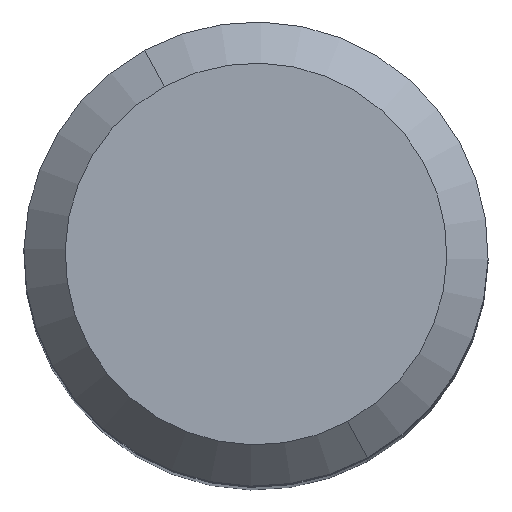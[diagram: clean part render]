
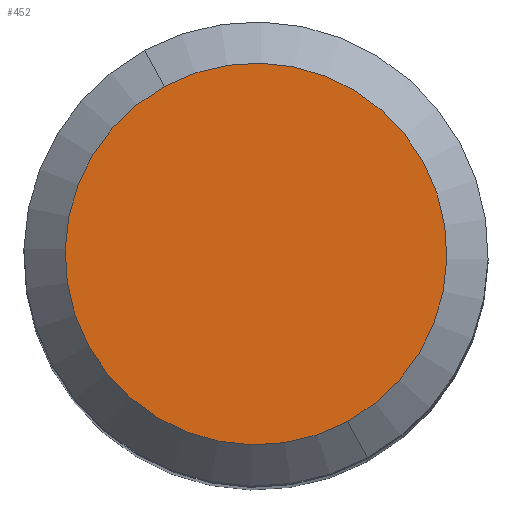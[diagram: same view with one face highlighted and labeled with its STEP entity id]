
A CAD part, top view. The second image highlights one B-rep face of the part: STEP entity #452.
In plain terms, the highlighted planar face has unit normal (0, 0, 1).
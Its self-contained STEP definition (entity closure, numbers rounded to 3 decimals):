
#46=AXIS2_PLACEMENT_3D('Circle Axis2P3D',#44,#45,$) ;
#81=AXIS2_PLACEMENT_3D('Circle Axis2P3D',#79,#80,$) ;
#446=AXIS2_PLACEMENT_3D('Plane Axis2P3D',#443,#444,#445) ;
#44=CARTESIAN_POINT('Axis2P3D Location',(2.25,2.25,24.)) ;
#48=CARTESIAN_POINT('Vertex',(1.363,3.874,24.)) ;
#50=CARTESIAN_POINT('Vertex',(3.137,0.626,24.)) ;
#79=CARTESIAN_POINT('Axis2P3D Location',(2.25,2.25,24.)) ;
#443=CARTESIAN_POINT('Axis2P3D Location',(2.25,4.1,24.)) ;
#45=DIRECTION('Axis2P3D Direction',(0.,0.,-1.)) ;
#80=DIRECTION('Axis2P3D Direction',(0.,0.,-1.)) ;
#444=DIRECTION('Axis2P3D Direction',(0.,0.,1.)) ;
#445=DIRECTION('Axis2P3D XDirection',(1.,0.,0.)) ;
#449=ORIENTED_EDGE('',*,*,#52,.T.) ;
#450=ORIENTED_EDGE('',*,*,#83,.T.) ;
#452=ADVANCED_FACE('Hauptkoerper',(#451),#447,.T.) ;
#47=CIRCLE('generated circle',#46,1.85) ;
#82=CIRCLE('generated circle',#81,1.85) ;
#52=EDGE_CURVE('',#49,#51,#47,.F.) ;
#83=EDGE_CURVE('',#51,#49,#82,.F.) ;
#448=EDGE_LOOP('',(#449,#450)) ;
#451=FACE_OUTER_BOUND('',#448,.T.) ;
#447=PLANE('',#446) ;
#49=VERTEX_POINT('',#48) ;
#51=VERTEX_POINT('',#50) ;
